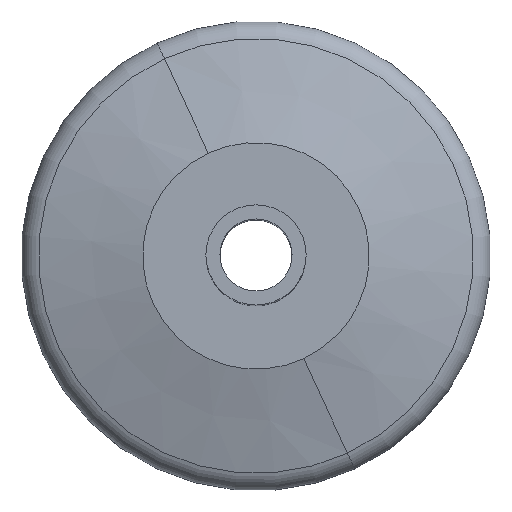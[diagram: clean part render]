
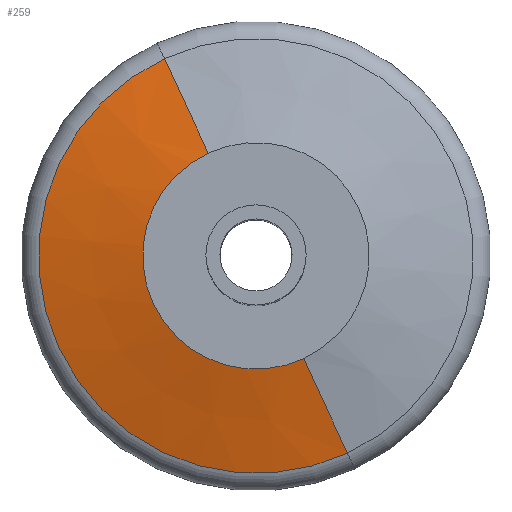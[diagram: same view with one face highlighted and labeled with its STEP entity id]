
A CAD part, top view. The second image highlights one B-rep face of the part: STEP entity #259.
In plain terms, the highlighted conical face has half-angle 75 degrees and reference radius 7.237 mm.
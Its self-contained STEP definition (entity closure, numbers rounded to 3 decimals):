
#11 = CARTESIAN_POINT ( 'NONE',  ( 0., 5.08, -7.237 ) ) ;
#25 = EDGE_CURVE ( 'NONE', #66, #140, #336, .T. ) ;
#36 = CARTESIAN_POINT ( 'NONE',  ( 0., 3.298, -13.888 ) ) ;
#38 = LINE ( 'NONE', #547, #589 ) ;
#55 = CARTESIAN_POINT ( 'NONE',  ( 0., 3.298, 13.888 ) ) ;
#66 = VERTEX_POINT ( 'NONE', #291 ) ;
#84 = CIRCLE ( 'NONE', #562, 13.888 ) ;
#140 = VERTEX_POINT ( 'NONE', #11 ) ;
#163 = VECTOR ( 'NONE', #411, 1000. ) ;
#237 = AXIS2_PLACEMENT_3D ( 'NONE', #389, #874, #390 ) ;
#259 = ADVANCED_FACE ( 'NONE', ( #375 ), #347, .T. ) ;
#291 = CARTESIAN_POINT ( 'NONE',  ( 0., 5.08, 7.237 ) ) ;
#324 = DIRECTION ( 'NONE',  ( 0., 1., 0. ) ) ;
#336 = CIRCLE ( 'NONE', #724, 7.237 ) ;
#347 = CONICAL_SURFACE ( 'NONE', #237, 7.237, 1.309 ) ;
#375 = FACE_OUTER_BOUND ( 'NONE', #430, .T. ) ;
#389 = CARTESIAN_POINT ( 'NONE',  ( 0., 5.08, 0. ) ) ;
#390 = DIRECTION ( 'NONE',  ( 0., 0., -1. ) ) ;
#408 = CARTESIAN_POINT ( 'NONE',  ( 0., 5.08, -7.237 ) ) ;
#411 = DIRECTION ( 'NONE',  ( 0., -0.259, -0.966 ) ) ;
#430 = EDGE_LOOP ( 'NONE', ( #526, #716, #668, #905 ) ) ;
#506 = VERTEX_POINT ( 'NONE', #55 ) ;
#521 = DIRECTION ( 'NONE',  ( 0., 0., 1. ) ) ;
#526 = ORIENTED_EDGE ( 'NONE', *, *, #25, .F. ) ;
#547 = CARTESIAN_POINT ( 'NONE',  ( 0., 5.08, 7.237 ) ) ;
#562 = AXIS2_PLACEMENT_3D ( 'NONE', #741, #324, #807 ) ;
#572 = LINE ( 'NONE', #408, #163 ) ;
#585 = DIRECTION ( 'NONE',  ( 0., 1., 0. ) ) ;
#589 = VECTOR ( 'NONE', #890, 1000. ) ;
#652 = CARTESIAN_POINT ( 'NONE',  ( 0., 5.08, 0. ) ) ;
#668 = ORIENTED_EDGE ( 'NONE', *, *, #669, .T. ) ;
#669 = EDGE_CURVE ( 'NONE', #506, #679, #84, .T. ) ;
#679 = VERTEX_POINT ( 'NONE', #36 ) ;
#716 = ORIENTED_EDGE ( 'NONE', *, *, #742, .T. ) ;
#724 = AXIS2_PLACEMENT_3D ( 'NONE', #652, #585, #521 ) ;
#741 = CARTESIAN_POINT ( 'NONE',  ( 0., 3.298, 0. ) ) ;
#742 = EDGE_CURVE ( 'NONE', #66, #506, #38, .T. ) ;
#801 = EDGE_CURVE ( 'NONE', #140, #679, #572, .T. ) ;
#807 = DIRECTION ( 'NONE',  ( 0., 0., 1. ) ) ;
#874 = DIRECTION ( 'NONE',  ( 0., -1., 0. ) ) ;
#890 = DIRECTION ( 'NONE',  ( 0., -0.259, 0.966 ) ) ;
#905 = ORIENTED_EDGE ( 'NONE', *, *, #801, .F. ) ;
